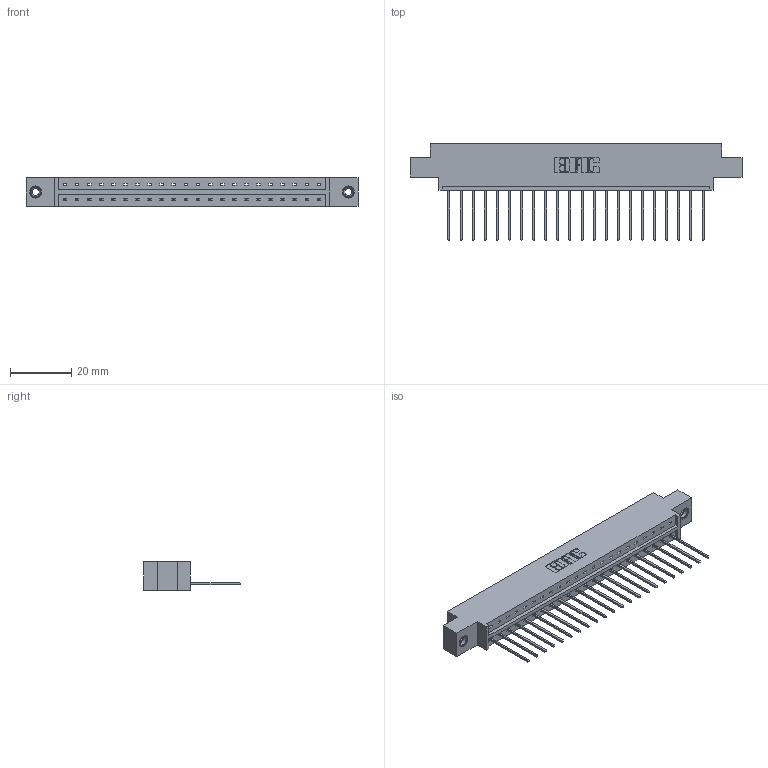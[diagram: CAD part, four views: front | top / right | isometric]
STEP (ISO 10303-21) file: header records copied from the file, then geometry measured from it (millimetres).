
FILE_DESCRIPTION (( 'STEP AP203' ), '1' );
FILE_NAME ('833-022-542-608.STEP', '2020-06-01T17:25:41', ( '' ), ( '' ), 'SwSTEP 2.0', 'SolidWorks 2020', '' );
FILE_SCHEMA (( 'CONFIG_CONTROL_DESIGN' ));
Length unit declared in the file: inch
Products named in the file (4): 345-250-001_345-250-003-102; 833 Part_Offset - .156 Dia - TI; 833-022-542-608; 345-292-001_345-293-142
Assembly tree (25 placements, depth 2):
  833-022-542-608
    833 Part_Offset - .156 Dia - TI
    345-292-001_345-293-142  x22
    345-250-001_345-250-003-102  x2
Bounding box: 108.71 x 31.63 x 9.4 mm (x, y, z)
Volume: 10582.1 mm3; surface area: 11864.9 mm2
Topology: 25 solids, 25 shells, 1454 faces, 4331 edges, 2850 vertices
Faces by surface type: plane 1030, cylinder 408, cone 12, torus 4
Entity records: 17372 total; most frequent: CARTESIAN_POINT 2983, ORIENTED_EDGE 2934, DIRECTION 2589, EDGE_CURVE 1467, LINE 1319, VECTOR 1319, VERTEX_POINT 972, AXIS2_PLACEMENT_3D 635
